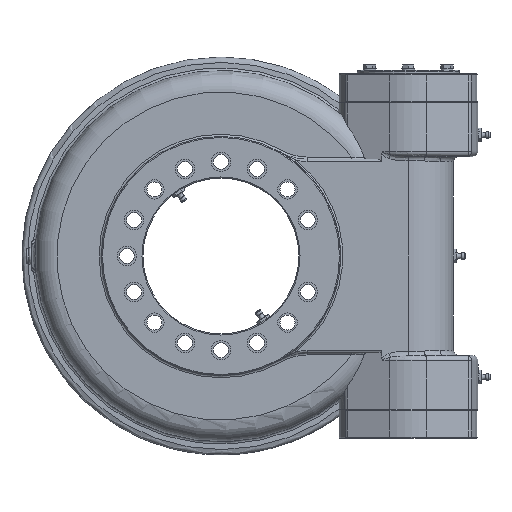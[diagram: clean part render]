
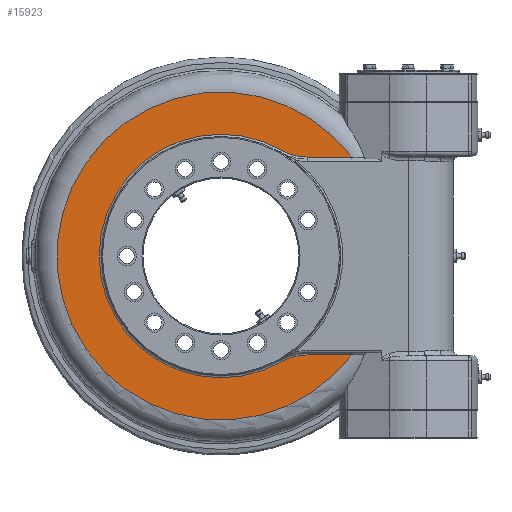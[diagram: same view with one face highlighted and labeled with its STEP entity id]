
A CAD part, left-side view. The second image highlights one B-rep face of the part: STEP entity #15923.
In plain terms, the highlighted planar face has unit normal (-1, 0, 0).
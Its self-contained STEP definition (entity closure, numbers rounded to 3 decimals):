
#129 = CARTESIAN_POINT ( 'NONE',  ( -38., -121.623, -92. ) ) ;
#313 = CARTESIAN_POINT ( 'NONE',  ( -38., 111.25, 0. ) ) ;
#1884 = VERTEX_POINT ( 'NONE', #26887 ) ;
#2885 = PLANE ( 'NONE',  #6217 ) ;
#2995 = DIRECTION ( 'NONE',  ( 0., 0., -1. ) ) ;
#3418 = CARTESIAN_POINT ( 'NONE',  ( -38., -80.01, -92. ) ) ;
#4050 = VERTEX_POINT ( 'NONE', #20353 ) ;
#4281 = CARTESIAN_POINT ( 'NONE',  ( -38., -80.01, 140. ) ) ;
#4310 = FACE_OUTER_BOUND ( 'NONE', #15903, .T. ) ;
#4813 = VERTEX_POINT ( 'NONE', #16032 ) ;
#5798 = CIRCLE ( 'NONE', #31260, 152.5 ) ;
#6217 = AXIS2_PLACEMENT_3D ( 'NONE', #313, #19020, #2995 ) ;
#6473 = EDGE_CURVE ( 'NONE', #24844, #25968, #33868, .T. ) ;
#6973 = DIRECTION ( 'NONE',  ( 0., 0., -1. ) ) ;
#8110 = AXIS2_PLACEMENT_3D ( 'NONE', #8549, #27294, #11249 ) ;
#8385 = EDGE_CURVE ( 'NONE', #4813, #4050, #19526, .T. ) ;
#8549 = CARTESIAN_POINT ( 'NONE',  ( -38., 0., 0. ) ) ;
#9762 = CARTESIAN_POINT ( 'NONE',  ( -38., -56.193, 98.326 ) ) ;
#11249 = DIRECTION ( 'NONE',  ( 0., 0., -1. ) ) ;
#12091 = CARTESIAN_POINT ( 'NONE',  ( -38., 111.25, 92. ) ) ;
#12353 = VECTOR ( 'NONE', #14753, 1000. ) ;
#12556 = VECTOR ( 'NONE', #23777, 1000. ) ;
#12580 = CARTESIAN_POINT ( 'NONE',  ( -38., 0., 0. ) ) ;
#14097 = AXIS2_PLACEMENT_3D ( 'NONE', #31838, #15806, #34505 ) ;
#14667 = CIRCLE ( 'NONE', #14097, 48. ) ;
#14753 = DIRECTION ( 'NONE',  ( 0., -1., 0. ) ) ;
#15242 = DIRECTION ( 'NONE',  ( 0., 0., 1. ) ) ;
#15806 = DIRECTION ( 'NONE',  ( -1., 0., 0. ) ) ;
#15903 = EDGE_LOOP ( 'NONE', ( #29803, #24195, #33506, #23676, #32995, #30744 ) ) ;
#15923 = ADVANCED_FACE ( 'NONE', ( #4310 ), #2885, .F. ) ;
#16032 = CARTESIAN_POINT ( 'NONE',  ( -38., -80.01, 92. ) ) ;
#17220 = EDGE_CURVE ( 'NONE', #32723, #4813, #30973, .T. ) ;
#18775 = EDGE_CURVE ( 'NONE', #1884, #32723, #33672, .T. ) ;
#19020 = DIRECTION ( 'NONE',  ( 1., 0., 0. ) ) ;
#19526 = LINE ( 'NONE', #12091, #12353 ) ;
#20353 = CARTESIAN_POINT ( 'NONE',  ( -38., -121.623, 92. ) ) ;
#21109 = CARTESIAN_POINT ( 'NONE',  ( -38., 111.25, -92. ) ) ;
#23016 = DIRECTION ( 'NONE',  ( -1., 0., 0. ) ) ;
#23676 = ORIENTED_EDGE ( 'NONE', *, *, #6473, .T. ) ;
#23777 = DIRECTION ( 'NONE',  ( 0., 1., 0. ) ) ;
#24195 = ORIENTED_EDGE ( 'NONE', *, *, #8385, .T. ) ;
#24844 = VERTEX_POINT ( 'NONE', #129 ) ;
#25968 = VERTEX_POINT ( 'NONE', #3418 ) ;
#26599 = EDGE_CURVE ( 'NONE', #4050, #24844, #5798, .T. ) ;
#26679 = AXIS2_PLACEMENT_3D ( 'NONE', #4281, #23016, #6973 ) ;
#26887 = CARTESIAN_POINT ( 'NONE',  ( -38., -56.193, -98.326 ) ) ;
#27294 = DIRECTION ( 'NONE',  ( 1., 0., 0. ) ) ;
#29001 = EDGE_CURVE ( 'NONE', #25968, #1884, #14667, .T. ) ;
#29803 = ORIENTED_EDGE ( 'NONE', *, *, #17220, .T. ) ;
#30744 = ORIENTED_EDGE ( 'NONE', *, *, #18775, .T. ) ;
#30973 = CIRCLE ( 'NONE', #26679, 48. ) ;
#31260 = AXIS2_PLACEMENT_3D ( 'NONE', #12580, #31281, #15242 ) ;
#31281 = DIRECTION ( 'NONE',  ( -1., 0., 0. ) ) ;
#31838 = CARTESIAN_POINT ( 'NONE',  ( -38., -80.01, -140. ) ) ;
#32723 = VERTEX_POINT ( 'NONE', #9762 ) ;
#32995 = ORIENTED_EDGE ( 'NONE', *, *, #29001, .T. ) ;
#33506 = ORIENTED_EDGE ( 'NONE', *, *, #26599, .T. ) ;
#33672 = CIRCLE ( 'NONE', #8110, 113.25 ) ;
#33868 = LINE ( 'NONE', #21109, #12556 ) ;
#34505 = DIRECTION ( 'NONE',  ( 0., 0., -1. ) ) ;
